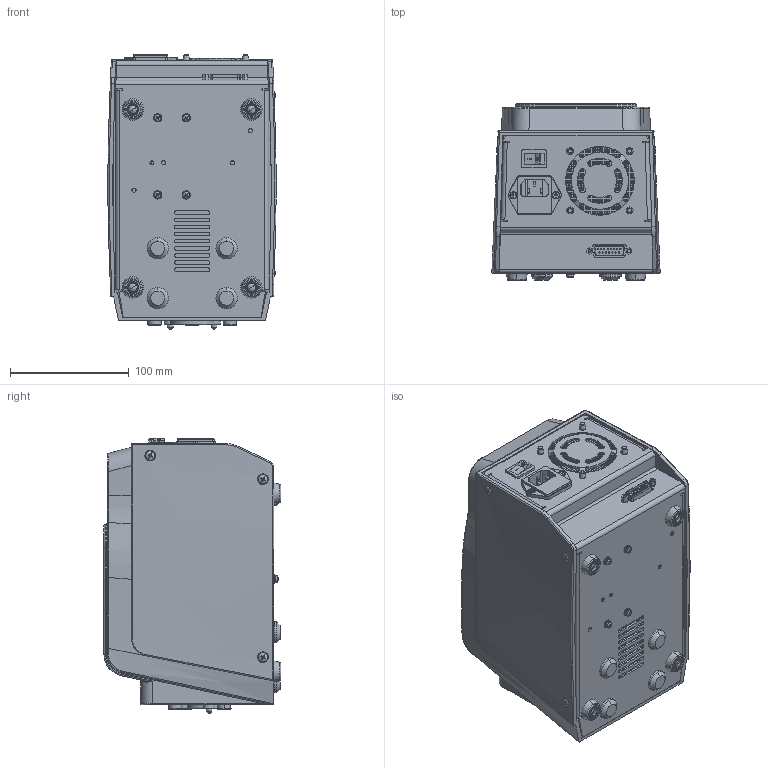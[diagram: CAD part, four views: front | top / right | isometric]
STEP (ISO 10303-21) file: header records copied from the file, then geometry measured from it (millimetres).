
FILE_DESCRIPTION (( 'STEP AP214' ), '1' );
FILE_NAME ('L100-1S-2ÍâÐÎ³ß´çÍ¼.STEP', '2019-03-27T08:36:14', ( '' ), ( '' ), 'SwSTEP 2.0', 'SolidWorks 2013', '' );
FILE_SCHEMA (( 'AUTOMOTIVE_DESIGN' ));
Length unit declared in the file: millimetre
Products named in the file (1): L100-1S-2俋倛喜渡芞
Bounding box: 141.87 x 149.6 x 232.35 mm (x, y, z)
Surface area: 342513.7 mm2 (no closed solid volume)
Topology: 0 solids, 107 shells, 1987 faces, 7894 edges, 5913 vertices
Faces by surface type: cylinder 1091, plane 570, bspline 113, torus 88, cone 87, sphere 38
Entity records: 119301 total; most frequent: CARTESIAN_POINT 30307, DIRECTION 14760, ORIENTED_EDGE 11649, EDGE_CURVE 7856, VERTEX_POINT 5913, AXIS2_PLACEMENT_3D 5865, CIRCLE 3990, EDGE_LOOP 3106
